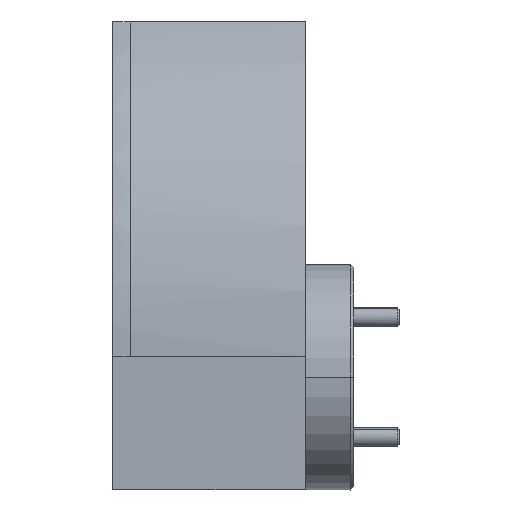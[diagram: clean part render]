
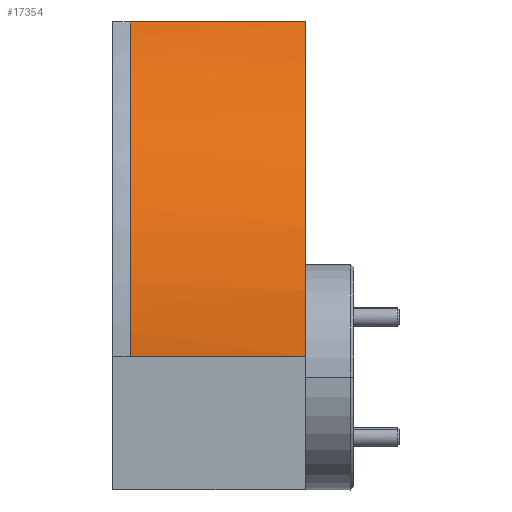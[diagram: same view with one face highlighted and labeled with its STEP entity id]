
A CAD part, left-side view. The second image highlights one B-rep face of the part: STEP entity #17354.
In plain terms, the highlighted cylindrical face has radius 32.865 mm (diameter 65.731 mm), a partial arc.
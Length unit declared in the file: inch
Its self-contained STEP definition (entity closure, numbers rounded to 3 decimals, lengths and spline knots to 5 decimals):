
#409 = CIRCLE ( 'NONE', #17450, 1.29391 ) ;
#449 = FACE_OUTER_BOUND ( 'NONE', #17143, .T. ) ;
#970 = VECTOR ( 'NONE', #16723, 39.37008 ) ;
#997 = ORIENTED_EDGE ( 'NONE', *, *, #3979, .F. ) ;
#1452 = AXIS2_PLACEMENT_3D ( 'NONE', #17361, #7633, #11904 ) ;
#1585 = DIRECTION ( 'NONE',  ( 0., -1., 0. ) ) ;
#3149 = CARTESIAN_POINT ( 'NONE',  ( -0.65412, 0.25623, 1.11136 ) ) ;
#3935 = LINE ( 'NONE', #11985, #16575 ) ;
#3979 = EDGE_CURVE ( 'NONE', #16166, #8613, #5695, .T. ) ;
#4119 = CARTESIAN_POINT ( 'NONE',  ( -0.65412, -0.32552, 1.11136 ) ) ;
#4869 = ORIENTED_EDGE ( 'NONE', *, *, #6496, .T. ) ;
#5136 = DIRECTION ( 'NONE',  ( 0., -1., 0. ) ) ;
#5518 = CIRCLE ( 'NONE', #8432, 1.29391 ) ;
#5695 = LINE ( 'NONE', #6900, #970 ) ;
#5919 = ORIENTED_EDGE ( 'NONE', *, *, #13144, .T. ) ;
#6496 = EDGE_CURVE ( 'NONE', #8744, #11191, #3935, .T. ) ;
#6521 = EDGE_CURVE ( 'NONE', #8613, #11191, #409, .T. ) ;
#6609 = CARTESIAN_POINT ( 'NONE',  ( 0.0419, -0.32552, 0.02059 ) ) ;
#6900 = CARTESIAN_POINT ( 'NONE',  ( -0.65412, 0.25623, 1.11136 ) ) ;
#7032 = CARTESIAN_POINT ( 'NONE',  ( 0.0419, 0.25623, 0.02059 ) ) ;
#7633 = DIRECTION ( 'NONE',  ( 0., -1., 0. ) ) ;
#8432 = AXIS2_PLACEMENT_3D ( 'NONE', #7032, #1585, #12862 ) ;
#8613 = VERTEX_POINT ( 'NONE', #4119 ) ;
#8744 = VERTEX_POINT ( 'NONE', #11121 ) ;
#9354 = DIRECTION ( 'NONE',  ( 0., -1., 0. ) ) ;
#10970 = DIRECTION ( 'NONE',  ( 0., 0., 1. ) ) ;
#11121 = CARTESIAN_POINT ( 'NONE',  ( -1.25185, 0.25623, 0. ) ) ;
#11191 = VERTEX_POINT ( 'NONE', #14959 ) ;
#11904 = DIRECTION ( 'NONE',  ( 0., 0., -1. ) ) ;
#11985 = CARTESIAN_POINT ( 'NONE',  ( -1.25185, 0.25623, 0. ) ) ;
#12862 = DIRECTION ( 'NONE',  ( 0., 0., 1. ) ) ;
#13144 = EDGE_CURVE ( 'NONE', #16166, #8744, #5518, .T. ) ;
#14959 = CARTESIAN_POINT ( 'NONE',  ( -1.25185, -0.32552, 0. ) ) ;
#16162 = CYLINDRICAL_SURFACE ( 'NONE', #1452, 1.29391 ) ;
#16166 = VERTEX_POINT ( 'NONE', #3149 ) ;
#16575 = VECTOR ( 'NONE', #5136, 39.37008 ) ;
#16723 = DIRECTION ( 'NONE',  ( 0., -1., 0. ) ) ;
#17143 = EDGE_LOOP ( 'NONE', ( #17911, #997, #5919, #4869 ) ) ;
#17354 = ADVANCED_FACE ( 'NONE', ( #449 ), #16162, .T. ) ;
#17361 = CARTESIAN_POINT ( 'NONE',  ( 0.0419, 0.25623, 0.02059 ) ) ;
#17450 = AXIS2_PLACEMENT_3D ( 'NONE', #6609, #9354, #10970 ) ;
#17911 = ORIENTED_EDGE ( 'NONE', *, *, #6521, .F. ) ;
